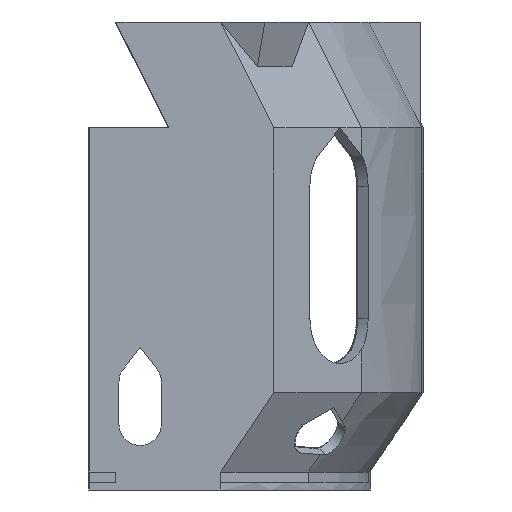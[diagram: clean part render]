
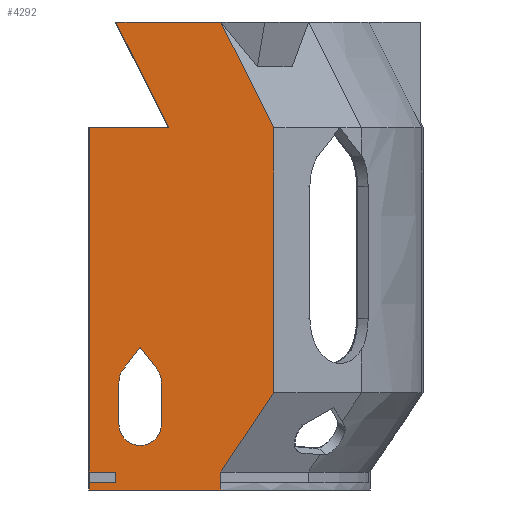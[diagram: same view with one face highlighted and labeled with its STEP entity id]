
A CAD part, front view. The second image highlights one B-rep face of the part: STEP entity #4292.
In plain terms, the highlighted planar face has unit normal (0, -1, 0).
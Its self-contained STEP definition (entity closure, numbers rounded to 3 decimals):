
#86=FACE_BOUND('',#583,.T.);
#105=CIRCLE('',#4499,4.);
#107=CIRCLE('',#4507,4.);
#109=CIRCLE('',#4510,4.);
#137=B_SPLINE_CURVE_WITH_KNOTS('',3,(#6490,#6491,#6492,#6493,#6494,#6495),
 .UNSPECIFIED.,.F.,.F.,(4,2,4),(-0.2,-0.1,-0.06),
 .UNSPECIFIED.);
#340=FACE_OUTER_BOUND('',#582,.T.);
#582=EDGE_LOOP('',(#3516,#3517,#3518,#3519,#3520,#3521,#3522,#3523,#3524,
#3525,#3526,#3527,#3528,#3529));
#583=EDGE_LOOP('',(#3530,#3531,#3532,#3533,#3534,#3535,#3536));
#878=LINE('',#6267,#1396);
#973=LINE('',#6693,#1491);
#980=LINE('',#6706,#1498);
#982=LINE('',#6711,#1500);
#990=LINE('',#6735,#1508);
#1059=LINE('',#7118,#1577);
#1060=LINE('',#7120,#1578);
#1061=LINE('',#7122,#1579);
#1062=LINE('',#7123,#1580);
#1063=LINE('',#7125,#1581);
#1064=LINE('',#7127,#1582);
#1065=LINE('',#7129,#1583);
#1066=LINE('',#7130,#1584);
#1067=LINE('',#7132,#1585);
#1068=LINE('',#7134,#1586);
#1069=LINE('',#7136,#1587);
#1070=LINE('',#7137,#1588);
#1396=VECTOR('',#5020,10.);
#1491=VECTOR('',#5191,10.);
#1498=VECTOR('',#5202,10.);
#1500=VECTOR('',#5206,10.);
#1508=VECTOR('',#5234,10.);
#1577=VECTOR('',#5401,10.);
#1578=VECTOR('',#5402,10.);
#1579=VECTOR('',#5403,10.);
#1580=VECTOR('',#5404,10.);
#1581=VECTOR('',#5405,10.);
#1582=VECTOR('',#5406,10.);
#1583=VECTOR('',#5407,10.);
#1584=VECTOR('',#5408,10.);
#1585=VECTOR('',#5409,10.);
#1586=VECTOR('',#5410,10.);
#1587=VECTOR('',#5411,10.);
#1588=VECTOR('',#5412,10.);
#1831=VERTEX_POINT('',#6197);
#1848=VERTEX_POINT('',#6249);
#1849=VERTEX_POINT('',#6266);
#1886=VERTEX_POINT('',#6485);
#1921=VERTEX_POINT('',#6662);
#1928=VERTEX_POINT('',#6684);
#1929=VERTEX_POINT('',#6686);
#1931=VERTEX_POINT('',#6692);
#1935=VERTEX_POINT('',#6704);
#1937=VERTEX_POINT('',#6710);
#1940=VERTEX_POINT('',#6720);
#1942=VERTEX_POINT('',#6726);
#2010=VERTEX_POINT('',#7117);
#2011=VERTEX_POINT('',#7119);
#2012=VERTEX_POINT('',#7121);
#2013=VERTEX_POINT('',#7124);
#2014=VERTEX_POINT('',#7126);
#2015=VERTEX_POINT('',#7128);
#2016=VERTEX_POINT('',#7131);
#2017=VERTEX_POINT('',#7133);
#2018=VERTEX_POINT('',#7135);
#2309=EDGE_CURVE('',#1849,#1848,#878,.T.);
#2360=EDGE_CURVE('',#1886,#1848,#137,.T.);
#2426=EDGE_CURVE('',#1929,#1928,#105,.T.);
#2429=EDGE_CURVE('',#1931,#1929,#973,.T.);
#2436=EDGE_CURVE('',#1928,#1935,#980,.T.);
#2438=EDGE_CURVE('',#1937,#1931,#982,.T.);
#2444=EDGE_CURVE('',#1935,#1940,#107,.T.);
#2446=EDGE_CURVE('',#1942,#1937,#109,.T.);
#2451=EDGE_CURVE('',#1940,#1942,#990,.T.);
#2555=EDGE_CURVE('',#1886,#2010,#1059,.T.);
#2556=EDGE_CURVE('',#2010,#2011,#1060,.T.);
#2557=EDGE_CURVE('',#2011,#2012,#1061,.T.);
#2558=EDGE_CURVE('',#2012,#1831,#1062,.T.);
#2559=EDGE_CURVE('',#1831,#2013,#1063,.T.);
#2560=EDGE_CURVE('',#2014,#2013,#1064,.T.);
#2561=EDGE_CURVE('',#2014,#2015,#1065,.T.);
#2562=EDGE_CURVE('',#2015,#1921,#1066,.T.);
#2563=EDGE_CURVE('',#2016,#1921,#1067,.T.);
#2564=EDGE_CURVE('',#2017,#2016,#1068,.T.);
#2565=EDGE_CURVE('',#2018,#2017,#1069,.T.);
#2566=EDGE_CURVE('',#1849,#2018,#1070,.T.);
#3516=ORIENTED_EDGE('',*,*,#2309,.T.);
#3517=ORIENTED_EDGE('',*,*,#2360,.F.);
#3518=ORIENTED_EDGE('',*,*,#2555,.T.);
#3519=ORIENTED_EDGE('',*,*,#2556,.T.);
#3520=ORIENTED_EDGE('',*,*,#2557,.T.);
#3521=ORIENTED_EDGE('',*,*,#2558,.T.);
#3522=ORIENTED_EDGE('',*,*,#2559,.T.);
#3523=ORIENTED_EDGE('',*,*,#2560,.F.);
#3524=ORIENTED_EDGE('',*,*,#2561,.T.);
#3525=ORIENTED_EDGE('',*,*,#2562,.T.);
#3526=ORIENTED_EDGE('',*,*,#2563,.F.);
#3527=ORIENTED_EDGE('',*,*,#2564,.F.);
#3528=ORIENTED_EDGE('',*,*,#2565,.F.);
#3529=ORIENTED_EDGE('',*,*,#2566,.F.);
#3530=ORIENTED_EDGE('',*,*,#2451,.T.);
#3531=ORIENTED_EDGE('',*,*,#2446,.T.);
#3532=ORIENTED_EDGE('',*,*,#2438,.T.);
#3533=ORIENTED_EDGE('',*,*,#2429,.T.);
#3534=ORIENTED_EDGE('',*,*,#2426,.T.);
#3535=ORIENTED_EDGE('',*,*,#2436,.T.);
#3536=ORIENTED_EDGE('',*,*,#2444,.T.);
#4084=PLANE('',#4562);
#4292=ADVANCED_FACE('',(#340,#86),#4084,.T.);
#4499=AXIS2_PLACEMENT_3D('',#6687,#5185,#5186);
#4507=AXIS2_PLACEMENT_3D('',#6722,#5217,#5218);
#4510=AXIS2_PLACEMENT_3D('',#6727,#5223,#5224);
#4562=AXIS2_PLACEMENT_3D('',#7116,#5399,#5400);
#5020=DIRECTION('',(1.,0.,0.));
#5185=DIRECTION('center_axis',(0.,1.,0.));
#5186=DIRECTION('ref_axis',(1.,0.,0.));
#5191=DIRECTION('',(0.615,0.,-0.788));
#5202=DIRECTION('',(0.,0.,-1.));
#5206=DIRECTION('',(0.614,0.,0.789));
#5217=DIRECTION('center_axis',(0.,1.,0.));
#5218=DIRECTION('ref_axis',(-1.,0.,0.));
#5223=DIRECTION('center_axis',(0.,1.,0.));
#5224=DIRECTION('ref_axis',(1.,0.,0.));
#5234=DIRECTION('',(0.,0.,1.));
#5399=DIRECTION('center_axis',(0.,-1.,0.));
#5400=DIRECTION('ref_axis',(1.,0.,0.));
#5401=DIRECTION('',(0.,0.,1.));
#5402=DIRECTION('',(0.555,0.,0.832));
#5403=DIRECTION('',(0.,0.,1.));
#5404=DIRECTION('',(-0.447,0.,0.894));
#5405=DIRECTION('',(-1.,0.,0.));
#5406=DIRECTION('',(-0.447,0.,0.894));
#5407=DIRECTION('',(-1.,0.,0.));
#5408=DIRECTION('',(0.,0.,-1.));
#5409=DIRECTION('',(-1.,0.,0.));
#5410=DIRECTION('',(0.,0.,1.));
#5411=DIRECTION('',(1.,0.,0.));
#5412=DIRECTION('',(0.,0.,1.));
#6197=CARTESIAN_POINT('',(207.252,-132.793,105.));
#6249=CARTESIAN_POINT('',(207.252,-132.793,16.6));
#6266=CARTESIAN_POINT('',(182.422,-132.793,16.6));
#6267=CARTESIAN_POINT('',(197.595,-132.793,16.6));
#6485=CARTESIAN_POINT('',(207.252,-132.793,18.));
#6490=CARTESIAN_POINT('Ctrl Pts',(207.252,-132.793,18.));
#6491=CARTESIAN_POINT('Ctrl Pts',(207.252,-132.793,17.667));
#6492=CARTESIAN_POINT('Ctrl Pts',(207.252,-132.793,17.333));
#6493=CARTESIAN_POINT('Ctrl Pts',(207.252,-132.793,16.867));
#6494=CARTESIAN_POINT('Ctrl Pts',(207.252,-132.793,16.733));
#6495=CARTESIAN_POINT('Ctrl Pts',(207.252,-132.793,16.6));
#6662=CARTESIAN_POINT('',(182.422,-132.793,20.));
#6684=CARTESIAN_POINT('',(196.,-132.793,37.));
#6686=CARTESIAN_POINT('',(195.153,-132.793,39.462));
#6687=CARTESIAN_POINT('Origin',(192.,-132.793,37.));
#6692=CARTESIAN_POINT('',(192.,-132.793,43.5));
#6693=CARTESIAN_POINT('',(197.318,-132.793,36.689));
#6704=CARTESIAN_POINT('',(196.,-132.793,29.));
#6706=CARTESIAN_POINT('',(196.,-132.793,27.5));
#6710=CARTESIAN_POINT('',(188.995,-132.793,39.64));
#6711=CARTESIAN_POINT('',(183.453,-132.793,32.522));
#6720=CARTESIAN_POINT('',(188.,-132.793,29.));
#6722=CARTESIAN_POINT('Origin',(192.,-132.793,29.));
#6726=CARTESIAN_POINT('',(188.,-132.793,37.));
#6727=CARTESIAN_POINT('Origin',(192.,-132.793,37.));
#6735=CARTESIAN_POINT('',(188.,-132.793,23.5));
#7116=CARTESIAN_POINT('Origin',(187.422,-132.793,18.));
#7117=CARTESIAN_POINT('',(207.252,-132.793,20.));
#7118=CARTESIAN_POINT('',(207.252,-132.793,18.));
#7119=CARTESIAN_POINT('',(217.252,-132.793,35.));
#7120=CARTESIAN_POINT('',(207.252,-132.793,20.));
#7121=CARTESIAN_POINT('',(217.252,-132.793,85.));
#7122=CARTESIAN_POINT('',(217.252,-132.793,35.));
#7123=CARTESIAN_POINT('',(217.252,-132.793,85.));
#7124=CARTESIAN_POINT('',(187.422,-132.793,105.));
#7125=CARTESIAN_POINT('',(187.422,-132.793,105.));
#7126=CARTESIAN_POINT('',(197.422,-132.793,85.));
#7127=CARTESIAN_POINT('',(197.422,-132.793,85.));
#7128=CARTESIAN_POINT('',(182.422,-132.793,85.));
#7129=CARTESIAN_POINT('',(197.422,-132.793,85.));
#7130=CARTESIAN_POINT('',(182.422,-132.793,35.));
#7131=CARTESIAN_POINT('',(187.422,-132.793,20.));
#7132=CARTESIAN_POINT('',(204.403,-132.793,20.));
#7133=CARTESIAN_POINT('',(187.422,-132.793,18.));
#7134=CARTESIAN_POINT('',(187.422,-132.793,18.));
#7135=CARTESIAN_POINT('',(182.422,-132.793,18.));
#7136=CARTESIAN_POINT('',(199.403,-132.793,18.));
#7137=CARTESIAN_POINT('',(182.422,-132.793,16.));
